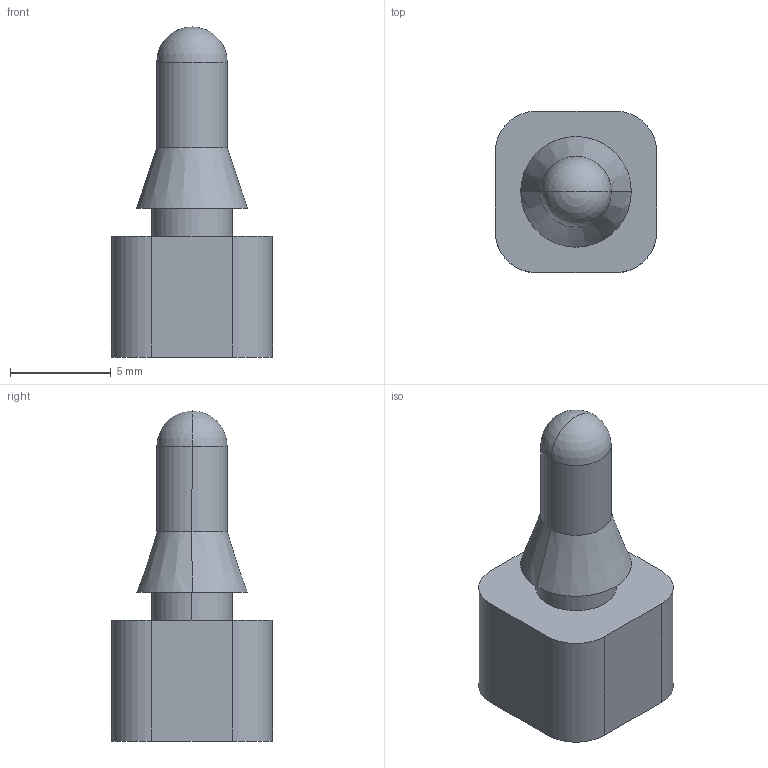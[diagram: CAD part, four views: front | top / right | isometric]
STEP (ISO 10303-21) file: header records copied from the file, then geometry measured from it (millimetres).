
FILE_DESCRIPTION((''),'2;1');
FILE_NAME('SEB-16-60-40.stp','2007-04-19T11:24:14',(''),(''),'Mechanical Desktop.R8.0.24.0','Mechanical Desktop.R8.0.24.0',', , ');
FILE_SCHEMA(('CONFIG_CONTROL_DESIGN'));
Length unit declared in the file: millimetre
Products named in the file (2): SEB-16-60-40A; SEB-16-60-40
Assembly tree (1 placements, depth 2):
  SEB-16-60-40A
    SEB-16-60-40
Bounding box: 8 x 8 x 16.4 mm (x, y, z)
Volume: 465 mm3; surface area: 449.3 mm2
Topology: 1 solids, 1 shells, 24 faces, 54 edges, 33 vertices
Faces by surface type: cylinder 10, plane 8, cone 4, sphere 2
Entity records: 771 total; most frequent: DIRECTION 130, CARTESIAN_POINT 111, ORIENTED_EDGE 104, AXIS2_PLACEMENT_3D 52, EDGE_CURVE 52, VERTEX_POINT 33, EDGE_LOOP 27, VECTOR 26
